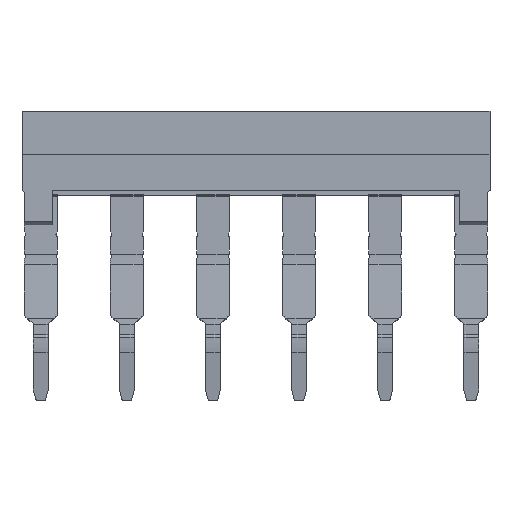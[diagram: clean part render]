
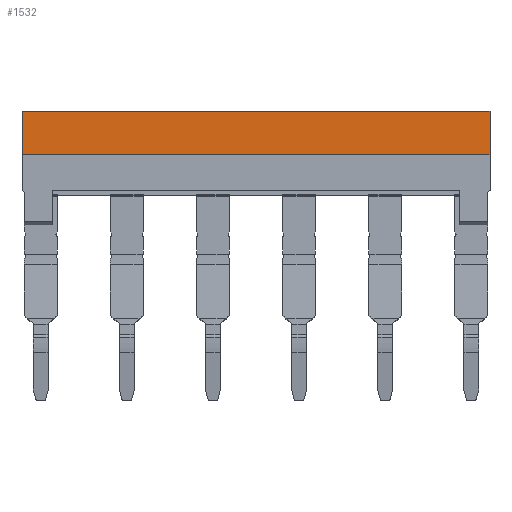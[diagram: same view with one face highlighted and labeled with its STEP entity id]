
A CAD part, front view. The second image highlights one B-rep face of the part: STEP entity #1532.
In plain terms, the highlighted planar face has unit normal (0, -1, 0).
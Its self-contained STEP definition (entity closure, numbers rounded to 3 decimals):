
#1519=AXIS2_PLACEMENT_3D('Plane Axis2P3D',#1516,#1517,#1518) ;
#1390=CARTESIAN_POINT('Vertex',(0.,0.,21.022)) ;
#1393=CARTESIAN_POINT('Line Origine',(0.,0.,22.872)) ;
#1397=CARTESIAN_POINT('Vertex',(0.,0.,24.722)) ;
#1434=CARTESIAN_POINT('Vertex',(39.95,0.,21.022)) ;
#1437=CARTESIAN_POINT('Line Origine',(19.975,0.,21.022)) ;
#1501=CARTESIAN_POINT('Vertex',(39.95,0.,24.722)) ;
#1504=CARTESIAN_POINT('Line Origine',(19.975,0.,24.722)) ;
#1516=CARTESIAN_POINT('Axis2P3D Location',(82.45,0.,21.222)) ;
#1521=CARTESIAN_POINT('Line Origine',(39.95,0.,22.872)) ;
#1394=DIRECTION('Vector Direction',(0.,0.,1.)) ;
#1438=DIRECTION('Vector Direction',(-1.,0.,0.)) ;
#1505=DIRECTION('Vector Direction',(-1.,0.,0.)) ;
#1517=DIRECTION('Axis2P3D Direction',(0.,1.,0.)) ;
#1518=DIRECTION('Axis2P3D XDirection',(0.,0.,1.)) ;
#1522=DIRECTION('Vector Direction',(0.,0.,-1.)) ;
#1395=VECTOR('Line Direction',#1394,1.) ;
#1439=VECTOR('Line Direction',#1438,1.) ;
#1506=VECTOR('Line Direction',#1505,1.) ;
#1523=VECTOR('Line Direction',#1522,1.) ;
#1527=ORIENTED_EDGE('',*,*,#1525,.F.) ;
#1528=ORIENTED_EDGE('',*,*,#1508,.T.) ;
#1529=ORIENTED_EDGE('',*,*,#1399,.F.) ;
#1530=ORIENTED_EDGE('',*,*,#1441,.F.) ;
#1532=ADVANCED_FACE('68405_HDC_MXCC_4X_02.1\\HDC_MXCC_4X_12_KOTR.1\\K\X2\00F6\X0\rper.20',(#1531),#1520,.F.) ;
#1399=EDGE_CURVE('',#1391,#1398,#1396,.T.) ;
#1441=EDGE_CURVE('',#1435,#1391,#1440,.T.) ;
#1508=EDGE_CURVE('',#1502,#1398,#1507,.T.) ;
#1525=EDGE_CURVE('',#1502,#1435,#1524,.T.) ;
#1526=EDGE_LOOP('',(#1527,#1528,#1529,#1530)) ;
#1531=FACE_OUTER_BOUND('',#1526,.T.) ;
#1396=LINE('Line',#1393,#1395) ;
#1440=LINE('Line',#1437,#1439) ;
#1507=LINE('Line',#1504,#1506) ;
#1524=LINE('Line',#1521,#1523) ;
#1520=PLANE('',#1519) ;
#1391=VERTEX_POINT('',#1390) ;
#1398=VERTEX_POINT('',#1397) ;
#1435=VERTEX_POINT('',#1434) ;
#1502=VERTEX_POINT('',#1501) ;
